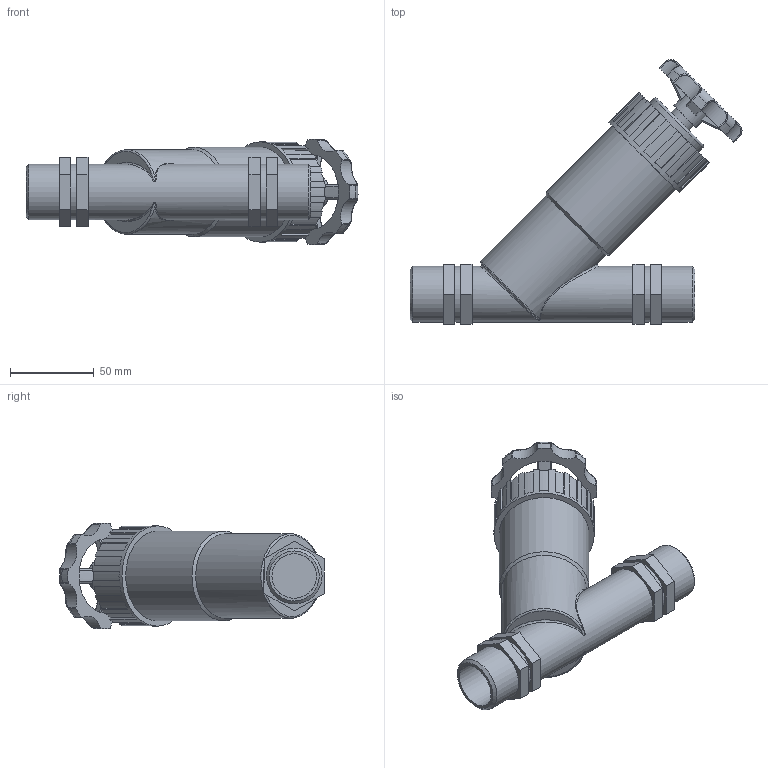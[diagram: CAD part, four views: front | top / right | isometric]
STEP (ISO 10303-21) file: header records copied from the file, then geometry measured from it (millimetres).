
FILE_DESCRIPTION(/* description */ ('PLASSON ANGLE SEAT VALVE 1"-1"'),/* implementation_level */ '2;1');
FILE_NAME(/* name */ '03047110_030471100A_03049110.ipt.stp',/* time_stamp */ '2017-06-19T12:11:09+03:00',/* author */ ('KIM'),/* organization */ (''),/* preprocessor_version */ 'ST-DEVELOPER v15.6',/* originating_system */ 'Autodesk Inventor 2015',/* authorisation */ '');
FILE_SCHEMA (('AUTOMOTIVE_DESIGN { 1 0 10303 214 3 1 1 }'));
Length unit declared in the file: millimetre
Products named in the file (1): 03047110_030471100A_03049110
Bounding box: 198.08 x 158.02 x 62.95 mm (x, y, z)
Volume: 384321.8 mm3; surface area: 65995 mm2
Topology: 1 solids, 1 shells, 223 faces, 593 edges, 382 vertices
Faces by surface type: plane 110, cylinder 70, bspline 28, cone 11, torus 4
Full cylindrical faces by diameter (mm): 15.12 x1, 18.9 x1, 26.599 x2, 33.249 x5, 41.58 x1, 50.4 x1, 53.55 x1, 59.85 x1
Entity records: 8971 total; most frequent: CARTESIAN_POINT 3620, ORIENTED_EDGE 1124, DIRECTION 1062, EDGE_CURVE 562, AXIS2_PLACEMENT_3D 391, VERTEX_POINT 372, LINE 280, VECTOR 280
